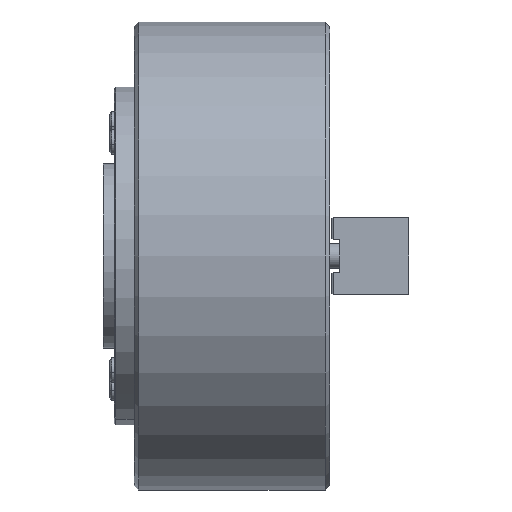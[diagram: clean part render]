
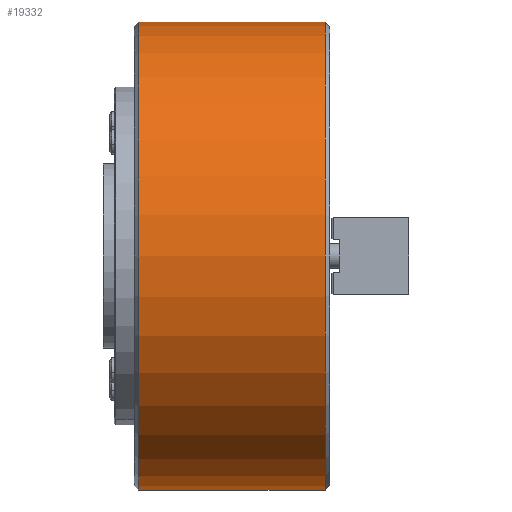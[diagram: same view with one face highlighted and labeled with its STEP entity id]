
A CAD part, front view. The second image highlights one B-rep face of the part: STEP entity #19332.
In plain terms, the highlighted cylindrical face has radius 152 mm (diameter 304 mm), a partial arc.
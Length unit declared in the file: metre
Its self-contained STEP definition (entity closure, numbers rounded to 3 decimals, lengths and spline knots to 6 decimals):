
#222 = AXIS2_PLACEMENT_3D ( 'NONE', #15397, #12634, #10028 ) ;
#372 = EDGE_CURVE ( 'NONE', #20633, #28171, #4454, .T. ) ;
#2067 = CARTESIAN_POINT ( 'NONE',  ( 0.124, 0., 0. ) ) ;
#2261 = EDGE_CURVE ( 'NONE', #28171, #15926, #25530, .T. ) ;
#4454 = LINE ( 'NONE', #7423, #18237 ) ;
#4657 = DIRECTION ( 'NONE',  ( 0., 0., 1. ) ) ;
#7423 = CARTESIAN_POINT ( 'NONE',  ( 0., 0., 0.152 ) ) ;
#9990 = DIRECTION ( 'NONE',  ( -1., 0., 0. ) ) ;
#10028 = DIRECTION ( 'NONE',  ( 0., 0., -1. ) ) ;
#11505 = CARTESIAN_POINT ( 'NONE',  ( 0.124, 0., -0.152 ) ) ;
#11700 = FACE_OUTER_BOUND ( 'NONE', #23820, .T. ) ;
#12442 = CIRCLE ( 'NONE', #23810, 0.152 ) ;
#12634 = DIRECTION ( 'NONE',  ( 1., 0., 0. ) ) ;
#13265 = CARTESIAN_POINT ( 'NONE',  ( 0., 0., 0. ) ) ;
#15397 = CARTESIAN_POINT ( 'NONE',  ( 0.003, 0., 0. ) ) ;
#15827 = DIRECTION ( 'NONE',  ( -1., 0., 0. ) ) ;
#15926 = VERTEX_POINT ( 'NONE', #27279 ) ;
#16066 = CARTESIAN_POINT ( 'NONE',  ( 0.003, 0., 0.152 ) ) ;
#16316 = AXIS2_PLACEMENT_3D ( 'NONE', #13265, #21104, #23662 ) ;
#17001 = CYLINDRICAL_SURFACE ( 'NONE', #16316, 0.152 ) ;
#18237 = VECTOR ( 'NONE', #9990, 1. ) ;
#19332 = ADVANCED_FACE ( 'NONE', ( #11700 ), #17001, .T. ) ;
#19763 = VECTOR ( 'NONE', #15827, 1. ) ;
#20168 = DIRECTION ( 'NONE',  ( -1., 0., 0. ) ) ;
#20489 = EDGE_CURVE ( 'NONE', #31629, #15926, #26587, .T. ) ;
#20633 = VERTEX_POINT ( 'NONE', #26622 ) ;
#21104 = DIRECTION ( 'NONE',  ( -1., 0., 0. ) ) ;
#23662 = DIRECTION ( 'NONE',  ( 0., 0., 1. ) ) ;
#23810 = AXIS2_PLACEMENT_3D ( 'NONE', #2067, #20168, #4657 ) ;
#23820 = EDGE_LOOP ( 'NONE', ( #32684, #28815, #32164, #30167 ) ) ;
#25530 = CIRCLE ( 'NONE', #222, 0.152 ) ;
#25975 = EDGE_CURVE ( 'NONE', #31629, #20633, #12442, .T. ) ;
#26587 = LINE ( 'NONE', #31240, #19763 ) ;
#26622 = CARTESIAN_POINT ( 'NONE',  ( 0.124, 0., 0.152 ) ) ;
#27279 = CARTESIAN_POINT ( 'NONE',  ( 0.003, 0., -0.152 ) ) ;
#28171 = VERTEX_POINT ( 'NONE', #16066 ) ;
#28815 = ORIENTED_EDGE ( 'NONE', *, *, #25975, .T. ) ;
#30167 = ORIENTED_EDGE ( 'NONE', *, *, #2261, .T. ) ;
#31240 = CARTESIAN_POINT ( 'NONE',  ( 0., 0., -0.152 ) ) ;
#31629 = VERTEX_POINT ( 'NONE', #11505 ) ;
#32164 = ORIENTED_EDGE ( 'NONE', *, *, #372, .T. ) ;
#32684 = ORIENTED_EDGE ( 'NONE', *, *, #20489, .F. ) ;
